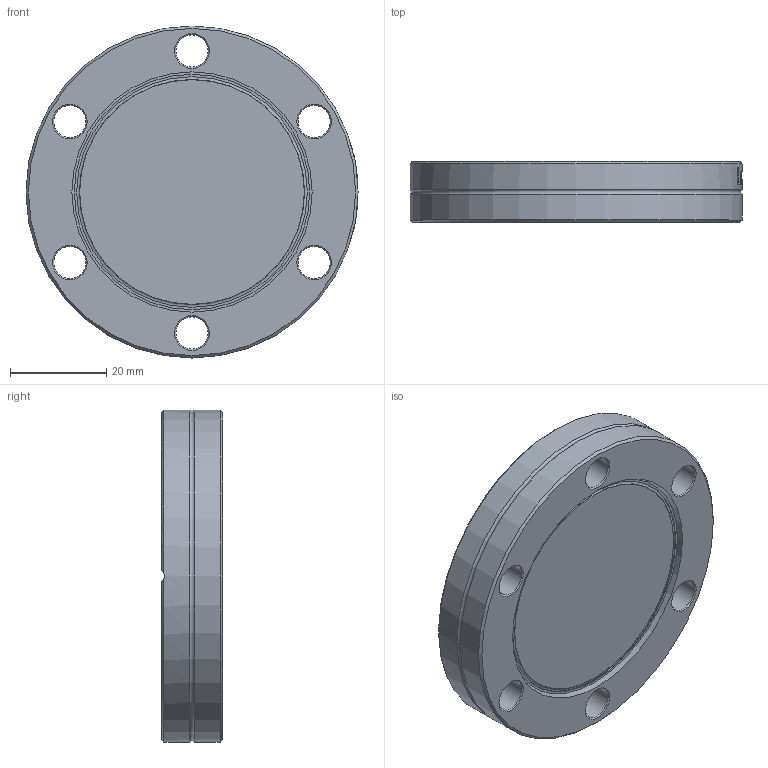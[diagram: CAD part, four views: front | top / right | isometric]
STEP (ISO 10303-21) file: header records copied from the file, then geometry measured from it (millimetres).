
FILE_DESCRIPTION(/* description */ (''),/* implementation_level */ '2;1');
FILE_NAME(/* name */ 'VP-40CF.stp',/* time_stamp */ '2023-08-17T15:31:39+01:00',/* author */ ('PaulJarvis'),/* organization */ (''),/* preprocessor_version */ 'ST-DEVELOPER v19.2',/* originating_system */ 'Autodesk Inventor 2023',/* authorisation */ '');
FILE_SCHEMA (('AUTOMOTIVE_DESIGN { 1 0 10303 214 3 1 1 }'));
Length unit declared in the file: millimetre
Products named in the file (4): VP-40CF; FL-40CF for VP; DN40 SPINNING; DN40 GLASS DISC
Assembly tree (3 placements, depth 2):
  VP-40CF
    FL-40CF for VP
    DN40 SPINNING
    DN40 GLASS DISC
Bounding box: 69.1 x 12.7 x 69.1 mm (x, y, z)
Volume: 29982 mm3; surface area: 19243.6 mm2
Topology: 3 solids, 3 shells, 160 faces, 398 edges, 258 vertices
Faces by surface type: plane 57, bspline 41, cylinder 30, cone 18, torus 14
Full cylindrical faces by diameter (mm): 6.7 x6, 37.65 x1, 38.65 x2, 39.65 x1, 41.15 x1, 44 x1, 45 x1, 47.998 x1, 48 x1, 48.26 x1, 49 x1, 50 x1, 69.1 x2
Entity records: 6396 total; most frequent: CARTESIAN_POINT 2547, ORIENTED_EDGE 796, DIRECTION 716, EDGE_CURVE 398, AXIS2_PLACEMENT_3D 284, VERTEX_POINT 258, EDGE_LOOP 190, FACE_OUTER_BOUND 160
